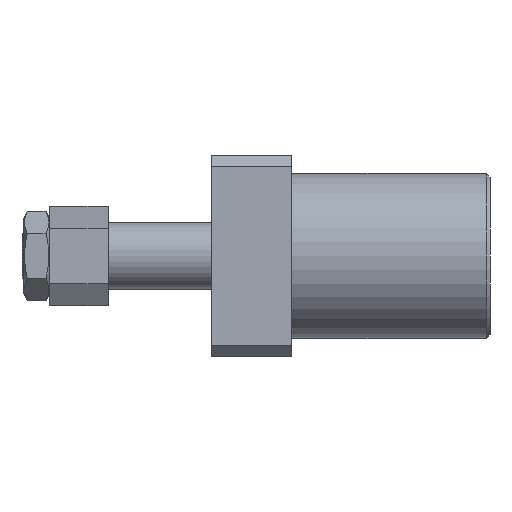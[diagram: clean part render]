
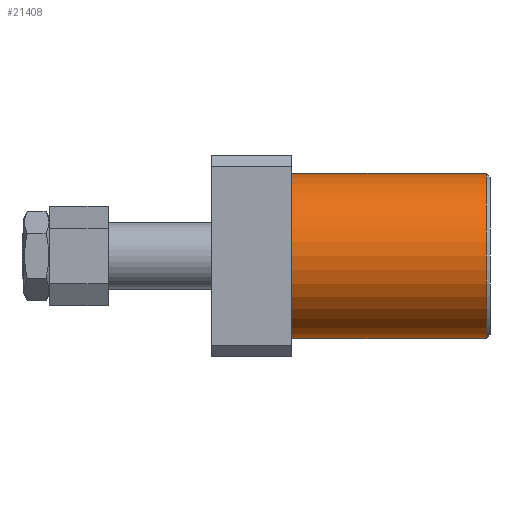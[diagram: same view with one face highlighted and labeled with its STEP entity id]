
A CAD part, left-side view. The second image highlights one B-rep face of the part: STEP entity #21408.
In plain terms, the highlighted cylindrical face has radius 22.5 mm (diameter 45 mm), a partial arc.
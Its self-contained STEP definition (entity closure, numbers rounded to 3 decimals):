
#601 = EDGE_LOOP ( 'NONE', ( #16870, #24507, #20834, #5852 ) ) ;
#851 = VERTEX_POINT ( 'NONE', #8101 ) ;
#2134 = CARTESIAN_POINT ( 'NONE',  ( 0., 0., -22.5 ) ) ;
#2814 = FACE_OUTER_BOUND ( 'NONE', #601, .T. ) ;
#3825 = EDGE_CURVE ( 'NONE', #851, #35750, #7888, .T. ) ;
#4808 = CIRCLE ( 'NONE', #15441, 22.5 ) ;
#5852 = ORIENTED_EDGE ( 'NONE', *, *, #22408, .T. ) ;
#7546 = EDGE_CURVE ( 'NONE', #23093, #39478, #28846, .T. ) ;
#7888 = LINE ( 'NONE', #10295, #16159 ) ;
#8101 = CARTESIAN_POINT ( 'NONE',  ( 0., 0., 22.5 ) ) ;
#9638 = DIRECTION ( 'NONE',  ( 0., -1., 0. ) ) ;
#10295 = CARTESIAN_POINT ( 'NONE',  ( 0., 0., 22.5 ) ) ;
#11852 = EDGE_CURVE ( 'NONE', #851, #23093, #19903, .T. ) ;
#13025 = CARTESIAN_POINT ( 'NONE',  ( 0., -53., 22.5 ) ) ;
#15441 = AXIS2_PLACEMENT_3D ( 'NONE', #18363, #30965, #24800 ) ;
#15502 = CARTESIAN_POINT ( 'NONE',  ( 0., 0., 0. ) ) ;
#16159 = VECTOR ( 'NONE', #19851, 1000. ) ;
#16870 = ORIENTED_EDGE ( 'NONE', *, *, #3825, .F. ) ;
#18363 = CARTESIAN_POINT ( 'NONE',  ( 0., -53., 0. ) ) ;
#18932 = CARTESIAN_POINT ( 'NONE',  ( 0., 0., 0. ) ) ;
#19847 = DIRECTION ( 'NONE',  ( 0., 0., -1. ) ) ;
#19851 = DIRECTION ( 'NONE',  ( 0., -1., 0. ) ) ;
#19903 = CIRCLE ( 'NONE', #33048, 22.5 ) ;
#20834 = ORIENTED_EDGE ( 'NONE', *, *, #7546, .T. ) ;
#21408 = ADVANCED_FACE ( 'NONE', ( #2814 ), #38071, .T. ) ;
#22034 = DIRECTION ( 'NONE',  ( 0., -1., 0. ) ) ;
#22408 = EDGE_CURVE ( 'NONE', #39478, #35750, #4808, .T. ) ;
#23093 = VERTEX_POINT ( 'NONE', #26571 ) ;
#24507 = ORIENTED_EDGE ( 'NONE', *, *, #11852, .T. ) ;
#24800 = DIRECTION ( 'NONE',  ( 0., 0., -1. ) ) ;
#26571 = CARTESIAN_POINT ( 'NONE',  ( 0., 0., -22.5 ) ) ;
#28846 = LINE ( 'NONE', #2134, #35702 ) ;
#30965 = DIRECTION ( 'NONE',  ( 0., 1., 0. ) ) ;
#32778 = DIRECTION ( 'NONE',  ( 0., -1., 0. ) ) ;
#33048 = AXIS2_PLACEMENT_3D ( 'NONE', #15502, #9638, #37535 ) ;
#35702 = VECTOR ( 'NONE', #32778, 1000. ) ;
#35750 = VERTEX_POINT ( 'NONE', #13025 ) ;
#37054 = CARTESIAN_POINT ( 'NONE',  ( 0., -53., -22.5 ) ) ;
#37535 = DIRECTION ( 'NONE',  ( 0., 0., -1. ) ) ;
#38071 = CYLINDRICAL_SURFACE ( 'NONE', #39776, 22.5 ) ;
#39478 = VERTEX_POINT ( 'NONE', #37054 ) ;
#39776 = AXIS2_PLACEMENT_3D ( 'NONE', #18932, #22034, #19847 ) ;
